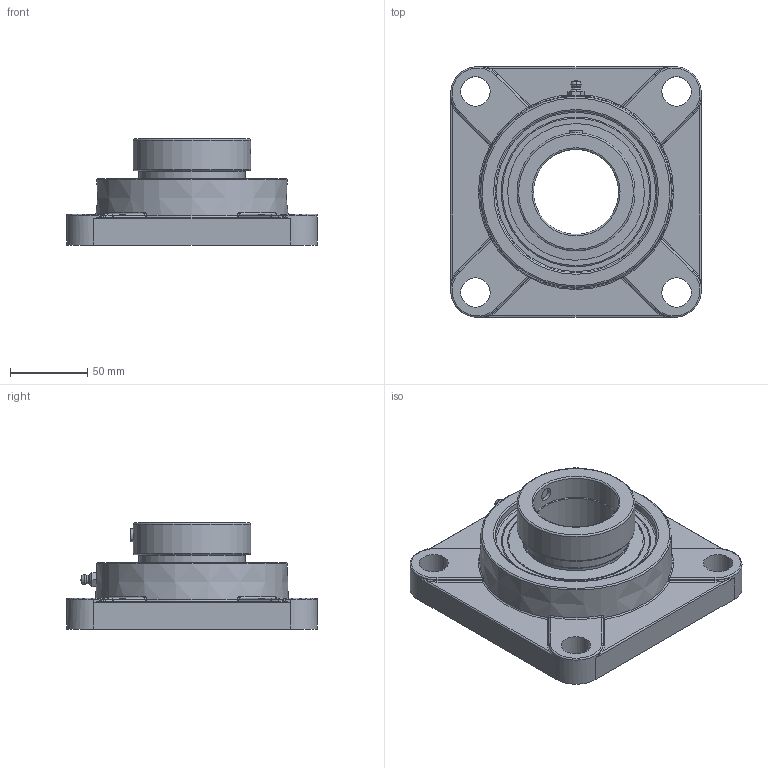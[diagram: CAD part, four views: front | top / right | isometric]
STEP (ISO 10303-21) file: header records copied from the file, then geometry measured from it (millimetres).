
FILE_DESCRIPTION(('HOOPS Exchange Step'),'2;1');
FILE_NAME('export-6B1C0C95-A0B0-43F0-BE6F-0BCBC701D565.stp','2019-12-12T15:27:48-08:00',('ibuslach'),('Alibre'),'HOOPS Exchange 2019.2','Alibre','Unknown authorisation');
FILE_SCHEMA( ('AP242_MANAGED_MODEL_BASED_3D_ENGINEERING_MIM_LF {1 0 10303 442 1 1 4 }') );
Length unit declared in the file: centimetre
Products named in the file (8): MRN SF 211; UCP ZERK 6mm; SNC 211 COLLAR; SNC 211 SHIELD; SNC 211 RACES; SNC 211 SS; MRN SNC 211; MRN SNCF 211
Assembly tree (8 placements, depth 3):
  MRN SNCF 211
    MRN SF 211
    UCP ZERK 6mm
    MRN SNC 211
      SNC 211 COLLAR
      SNC 211 SHIELD  x2
      SNC 211 RACES
      SNC 211 SS
Bounding box: 162 x 162 x 68.6 mm (x, y, z)
Volume: 538741.4 mm3; surface area: 139309.6 mm2
Topology: 8 solids, 8 shells, 237 faces, 601 edges, 359 vertices
Faces by surface type: cylinder 68, plane 61, torus 42, bspline 28, sphere 19, cone 19
Full cylindrical faces by diameter (mm): 2.263 x2, 6 x2, 8.382 x3, 19 x4, 55 x2, 64.973 x2, 68.58 x4, 69.342 x2, 76.2 x1, 87.884 x2, 88.392 x2, 104.775 x1, 109.22 x1
Entity records: 12147 total; most frequent: CARTESIAN_POINT 6511, DIRECTION 1206, ORIENTED_EDGE 1112, EDGE_CURVE 556, AXIS2_PLACEMENT_3D 522, VERTEX_POINT 345, CIRCLE 296, EDGE_LOOP 261
